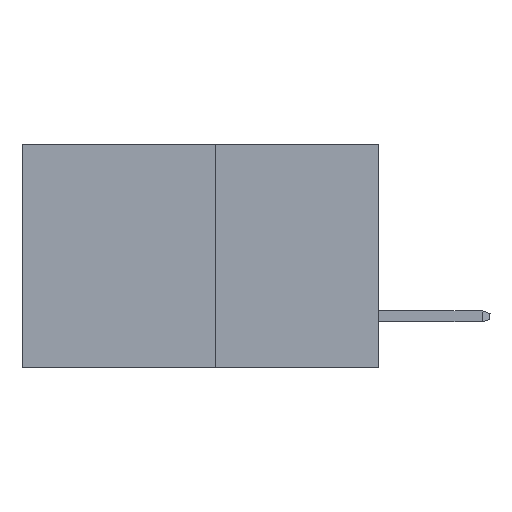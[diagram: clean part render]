
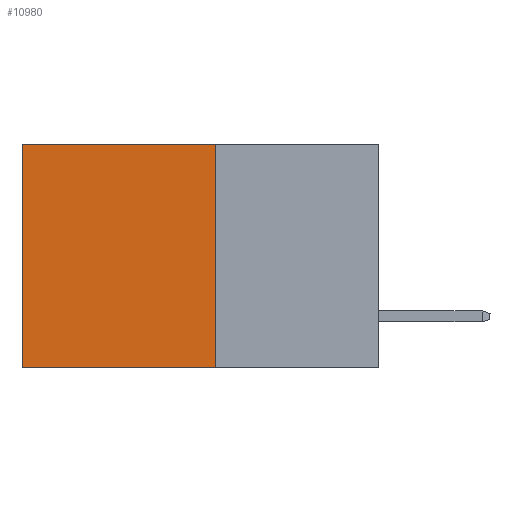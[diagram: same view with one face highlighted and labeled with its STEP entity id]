
A CAD part, left-side view. The second image highlights one B-rep face of the part: STEP entity #10980.
In plain terms, the highlighted planar face has unit normal (-1, 0, 0).
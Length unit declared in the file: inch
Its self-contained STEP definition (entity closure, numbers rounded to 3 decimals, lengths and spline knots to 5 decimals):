
#177 = EDGE_CURVE ( 'NONE', #3624, #6646, #11402, .T. ) ;
#683 = PLANE ( 'NONE',  #10658 ) ;
#1192 = FACE_OUTER_BOUND ( 'NONE', #12856, .T. ) ;
#1973 = DIRECTION ( 'NONE',  ( 0., 0., -1. ) ) ;
#3227 = CARTESIAN_POINT ( 'NONE',  ( 0.277, 0.27, 0. ) ) ;
#3345 = CARTESIAN_POINT ( 'NONE',  ( 0.277, 0.27, -0.37 ) ) ;
#3613 = CARTESIAN_POINT ( 'NONE',  ( 0.277, 0.27, 0. ) ) ;
#3624 = VERTEX_POINT ( 'NONE', #3613 ) ;
#4123 = VECTOR ( 'NONE', #1973, 39.37008 ) ;
#4514 = LINE ( 'NONE', #11611, #4123 ) ;
#4603 = DIRECTION ( 'NONE',  ( 1., 0., 0. ) ) ;
#4667 = EDGE_CURVE ( 'NONE', #3624, #8991, #5782, .T. ) ;
#5140 = VECTOR ( 'NONE', #6309, 39.37008 ) ;
#5486 = CARTESIAN_POINT ( 'NONE',  ( 0.277, 0.59, -0.37 ) ) ;
#5782 = LINE ( 'NONE', #10997, #8539 ) ;
#6309 = DIRECTION ( 'NONE',  ( 0., 1., 0. ) ) ;
#6392 = EDGE_CURVE ( 'NONE', #8991, #8510, #13581, .T. ) ;
#6646 = VERTEX_POINT ( 'NONE', #13041 ) ;
#7344 = VECTOR ( 'NONE', #15193, 39.37008 ) ;
#8510 = VERTEX_POINT ( 'NONE', #5486 ) ;
#8539 = VECTOR ( 'NONE', #10496, 39.37008 ) ;
#8660 = EDGE_CURVE ( 'NONE', #6646, #8510, #4514, .T. ) ;
#8849 = ORIENTED_EDGE ( 'NONE', *, *, #8660, .T. ) ;
#8896 = ORIENTED_EDGE ( 'NONE', *, *, #6392, .F. ) ;
#8991 = VERTEX_POINT ( 'NONE', #9845 ) ;
#9131 = ORIENTED_EDGE ( 'NONE', *, *, #4667, .F. ) ;
#9422 = ORIENTED_EDGE ( 'NONE', *, *, #177, .T. ) ;
#9845 = CARTESIAN_POINT ( 'NONE',  ( 0.277, 0.27, -0.37 ) ) ;
#10496 = DIRECTION ( 'NONE',  ( 0., 0., -1. ) ) ;
#10658 = AXIS2_PLACEMENT_3D ( 'NONE', #3345, #4603, #12811 ) ;
#10980 = ADVANCED_FACE ( 'NONE', ( #1192 ), #683, .F. ) ;
#10997 = CARTESIAN_POINT ( 'NONE',  ( 0.277, 0.27, -0.37 ) ) ;
#11402 = LINE ( 'NONE', #3227, #5140 ) ;
#11611 = CARTESIAN_POINT ( 'NONE',  ( 0.277, 0.59, -0.37 ) ) ;
#12811 = DIRECTION ( 'NONE',  ( 0., 0., -1. ) ) ;
#12856 = EDGE_LOOP ( 'NONE', ( #8849, #8896, #9131, #9422 ) ) ;
#13041 = CARTESIAN_POINT ( 'NONE',  ( 0.277, 0.59, 0. ) ) ;
#13581 = LINE ( 'NONE', #15225, #7344 ) ;
#15193 = DIRECTION ( 'NONE',  ( 0., 1., 0. ) ) ;
#15225 = CARTESIAN_POINT ( 'NONE',  ( 0.277, 0.27, -0.37 ) ) ;
